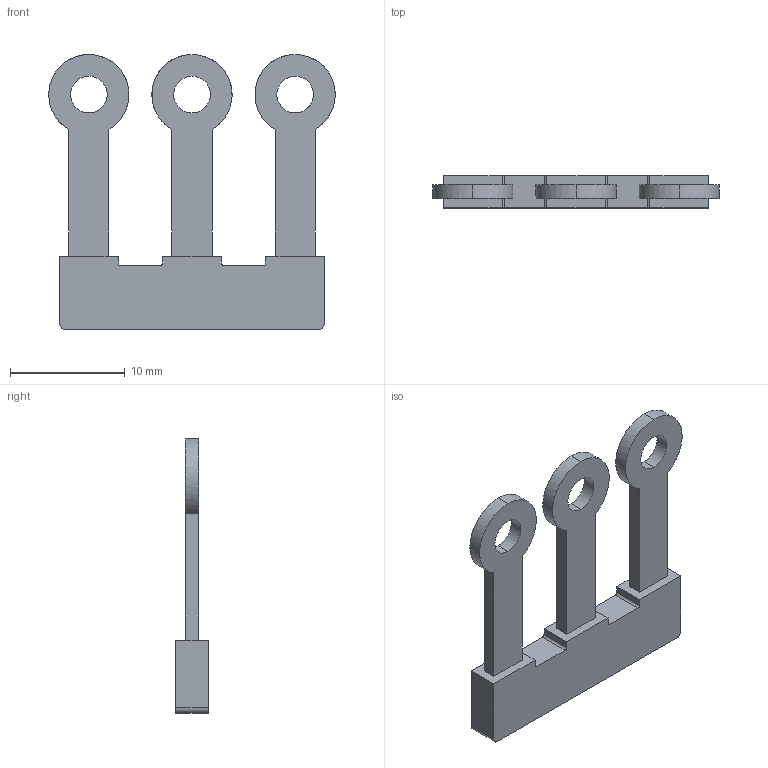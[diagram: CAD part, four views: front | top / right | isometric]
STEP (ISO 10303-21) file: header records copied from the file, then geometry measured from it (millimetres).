
FILE_DESCRIPTION(('CATIA V5 STEP Exchange','CAx-IF Rec.Pracs.--- Model Styling and Organization---1.4--- 2014-01-23'),'2;1');
FILE_NAME ('D1463466_0', '2020-07-28T04:34:07+00:00', ('none'), ('Weidmueller'), 'CATIA Version 5-6 Release 2016 SP3 HF44', 'CATIA V5 STEP AP214', 'none');
FILE_SCHEMA(('AUTOMOTIVE_DESIGN { 1 0 10303 214 1 1 1 1 }'));
Length unit declared in the file: millimetre
Products named in the file (1): 2615120000
Bounding box: 25 x 2.8 x 24 mm (x, y, z)
Volume: 641.3 mm3; surface area: 1057.9 mm2
Topology: 4 solids, 4 shells, 47 faces, 129 edges, 90 vertices
Faces by surface type: plane 29, cylinder 18
Entity records: 1678 total; most frequent: CARTESIAN_POINT 495, ORIENTED_EDGE 258, DIRECTION 190, EDGE_CURVE 129, VERTEX_POINT 90, VECTOR 81, LINE 81, AXIS2_PLACEMENT_3D 67
